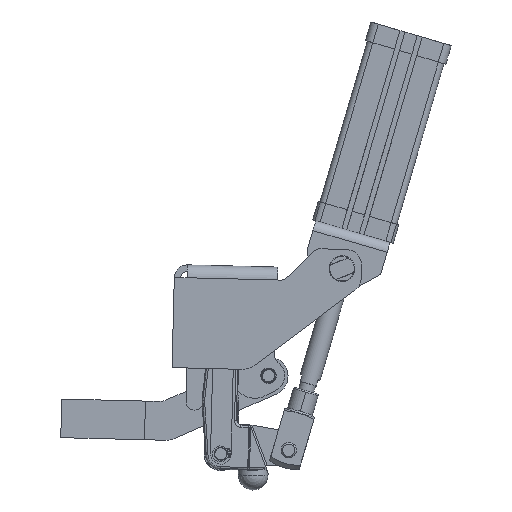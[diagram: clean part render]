
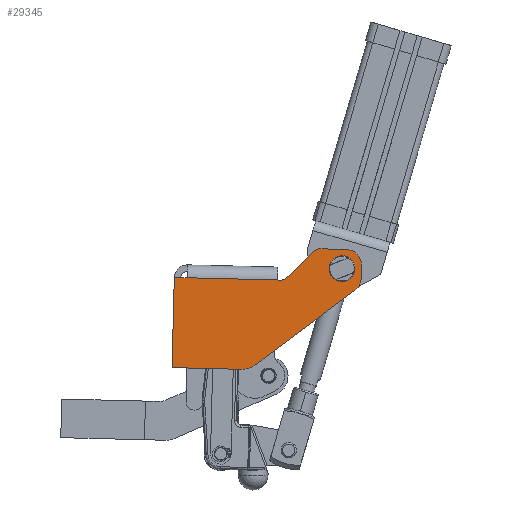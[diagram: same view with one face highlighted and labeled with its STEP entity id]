
A CAD part, front view. The second image highlights one B-rep face of the part: STEP entity #29345.
In plain terms, the highlighted planar face has unit normal (0, -1, 0).
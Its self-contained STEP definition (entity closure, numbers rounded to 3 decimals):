
#12338=CARTESIAN_POINT('',(212.733,163.831,159.864));
#12339=VERTEX_POINT('',#12338);
#12346=CARTESIAN_POINT('',(229.881,163.831,170.158));
#12347=VERTEX_POINT('',#12346);
#12348=CARTESIAN_POINT('',(221.307,163.831,165.011));
#12349=DIRECTION('',(0.,1.0,0.));
#12350=DIRECTION('',(-0.857,0.,-0.515));
#12351=AXIS2_PLACEMENT_3D('',#12348,#12349,#12350);
#12352=CIRCLE('',#12351,10.0);
#12353=EDGE_CURVE('',#12347,#12339,#12352,.T.);
#12658=CARTESIAN_POINT('',(148.997,163.831,87.877));
#12659=VERTEX_POINT('',#12658);
#12675=CARTESIAN_POINT('',(154.903,163.831,90.922));
#12676=VERTEX_POINT('',#12675);
#12683=CARTESIAN_POINT('',(142.914,163.831,106.93));
#12684=DIRECTION('',(0.,1.,0.));
#12685=DIRECTION('',(0.304,0.,-0.953));
#12686=AXIS2_PLACEMENT_3D('',#12683,#12684,#12685);
#12687=CIRCLE('',#12686,20.0);
#12688=EDGE_CURVE('',#12676,#12659,#12687,.T.);
#12740=CARTESIAN_POINT('',(175.896,163.831,156.587));
#12741=VERTEX_POINT('',#12740);
#12750=CARTESIAN_POINT('',(177.874,163.831,157.839));
#12751=VERTEX_POINT('',#12750);
#12752=CARTESIAN_POINT('',(173.738,163.831,162.185));
#12753=DIRECTION('',(0.,-1.,0.));
#12754=DIRECTION('',(0.36,0.,-0.933));
#12755=AXIS2_PLACEMENT_3D('',#12752,#12753,#12754);
#12756=CIRCLE('',#12755,6.);
#12757=EDGE_CURVE('',#12741,#12751,#12756,.T.);
#12826=CARTESIAN_POINT('',(201.862,163.831,180.039));
#12827=VERTEX_POINT('',#12826);
#12843=CARTESIAN_POINT('',(199.884,163.831,178.787));
#12844=VERTEX_POINT('',#12843);
#12851=CARTESIAN_POINT('',(204.02,163.831,174.441));
#12852=DIRECTION('',(0.,1.0,0.));
#12853=DIRECTION('',(-0.36,0.,0.933));
#12854=AXIS2_PLACEMENT_3D('',#12851,#12852,#12853);
#12855=CIRCLE('',#12854,6.);
#12856=EDGE_CURVE('',#12844,#12827,#12855,.T.);
#12952=CARTESIAN_POINT('',(233.073,163.831,176.209));
#12953=VERTEX_POINT('',#12952);
#12969=CARTESIAN_POINT('',(224.677,163.831,179.932));
#12970=VERTEX_POINT('',#12969);
#12977=CARTESIAN_POINT('',(224.38,163.831,167.936));
#12978=DIRECTION('',(0.,1.0,0.));
#12979=DIRECTION('',(0.724,0.,0.689));
#12980=AXIS2_PLACEMENT_3D('',#12977,#12978,#12979);
#12981=CIRCLE('',#12980,12.);
#12982=EDGE_CURVE('',#12970,#12953,#12981,.T.);
#12992=CARTESIAN_POINT('',(234.793,163.831,152.257));
#12993=VERTEX_POINT('',#12992);
#13002=CARTESIAN_POINT('',(231.322,163.831,148.155));
#13003=VERTEX_POINT('',#13002);
#13004=CARTESIAN_POINT('',(224.129,163.831,157.76));
#13005=DIRECTION('',(0.,1.,0.));
#13006=DIRECTION('',(0.889,0.,-0.459));
#13007=AXIS2_PLACEMENT_3D('',#13004,#13005,#13006);
#13008=CIRCLE('',#13007,12.0);
#13009=EDGE_CURVE('',#12993,#13003,#13008,.T.);
#28439=CARTESIAN_POINT('',(101.097,163.831,157.978));
#28440=VERTEX_POINT('',#28439);
#28532=CARTESIAN_POINT('',(89.371,163.831,88.247));
#28533=VERTEX_POINT('',#28532);
#28534=CARTESIAN_POINT('',(91.1,163.831,158.225));
#28535=VERTEX_POINT('',#28534);
#28536=CARTESIAN_POINT('',(89.371,163.831,88.247));
#28537=DIRECTION('',(0.025,0.,1.));
#28538=VECTOR('',#28537,70.0);
#28539=LINE('',#28536,#28538);
#28540=EDGE_CURVE('',#28533,#28535,#28539,.T.);
#28580=CARTESIAN_POINT('',(91.1,163.831,158.225));
#28581=DIRECTION('',(1.,0.,-0.025));
#28582=VECTOR('',#28581,10.);
#28583=LINE('',#28580,#28582);
#28584=EDGE_CURVE('',#28535,#28440,#28583,.T.);
#28844=CARTESIAN_POINT('',(171.075,163.831,156.249));
#28845=VERTEX_POINT('',#28844);
#28855=CARTESIAN_POINT('',(171.075,163.831,156.249));
#28856=DIRECTION('',(-1.,0.,0.025));
#28857=VECTOR('',#28856,70.);
#28858=LINE('',#28855,#28857);
#28859=EDGE_CURVE('',#28845,#28440,#28858,.T.);
#28902=CARTESIAN_POINT('',(173.589,163.831,156.187));
#28903=VERTEX_POINT('',#28902);
#28917=CARTESIAN_POINT('',(173.589,163.831,156.187));
#28918=DIRECTION('',(-1.,0.,0.025));
#28919=VECTOR('',#28918,2.515);
#28920=LINE('',#28917,#28919);
#28921=EDGE_CURVE('',#28903,#28845,#28920,.T.);
#28962=CARTESIAN_POINT('',(142.42,163.831,86.936));
#28963=VERTEX_POINT('',#28962);
#28972=CARTESIAN_POINT('',(142.42,163.831,86.936));
#28973=DIRECTION('',(-1.,0.,0.025));
#28974=VECTOR('',#28973,53.065);
#28975=LINE('',#28972,#28974);
#28976=EDGE_CURVE('',#28963,#28533,#28975,.T.);
#29055=CARTESIAN_POINT('',(204.168,163.831,180.439));
#29056=VERTEX_POINT('',#29055);
#29065=CARTESIAN_POINT('',(204.168,163.831,180.439));
#29066=DIRECTION('',(1.,0.,-0.025));
#29067=VECTOR('',#29066,20.515);
#29068=LINE('',#29065,#29067);
#29069=EDGE_CURVE('',#29056,#12970,#29068,.T.);
#29129=CARTESIAN_POINT('',(236.125,163.831,157.463));
#29130=VERTEX_POINT('',#29129);
#29137=CARTESIAN_POINT('',(224.129,163.831,157.76));
#29138=DIRECTION('',(0.,1.,0.));
#29139=DIRECTION('',(0.889,0.,-0.459));
#29140=AXIS2_PLACEMENT_3D('',#29137,#29138,#29139);
#29141=CIRCLE('',#29140,12.0);
#29142=EDGE_CURVE('',#29130,#12993,#29141,.T.);
#29152=CARTESIAN_POINT('',(236.377,163.831,167.639));
#29153=VERTEX_POINT('',#29152);
#29162=CARTESIAN_POINT('',(236.377,163.831,167.639));
#29163=DIRECTION('',(-0.025,0.,-1.));
#29164=VECTOR('',#29163,10.179);
#29165=LINE('',#29162,#29164);
#29166=EDGE_CURVE('',#29153,#29130,#29165,.T.);
#29184=CARTESIAN_POINT('',(224.38,163.831,167.936));
#29185=DIRECTION('',(0.,1.0,0.));
#29186=DIRECTION('',(0.724,0.,0.689));
#29187=AXIS2_PLACEMENT_3D('',#29184,#29185,#29186);
#29188=CIRCLE('',#29187,12.);
#29189=EDGE_CURVE('',#12953,#29153,#29188,.T.);
#29281=CARTESIAN_POINT('',(171.272,163.831,123.734));
#29282=DIRECTION('',(0.,1.0,0.));
#29283=DIRECTION('',(0.025,0.,1.));
#29284=AXIS2_PLACEMENT_3D('',#29281,#29282,#29283);
#29285=PLANE('',#29284);
#29286=ORIENTED_EDGE('',*,*,#12688,.F.);
#29287=CARTESIAN_POINT('',(154.903,163.831,90.922));
#29288=DIRECTION('',(0.8,0.,0.599));
#29289=VECTOR('',#29288,95.476);
#29290=LINE('',#29287,#29289);
#29291=EDGE_CURVE('',#12676,#13003,#29290,.T.);
#29292=ORIENTED_EDGE('',*,*,#29291,.T.);
#29293=ORIENTED_EDGE('',*,*,#13009,.F.);
#29294=ORIENTED_EDGE('',*,*,#29142,.F.);
#29295=ORIENTED_EDGE('',*,*,#29166,.F.);
#29296=ORIENTED_EDGE('',*,*,#29189,.F.);
#29297=ORIENTED_EDGE('',*,*,#12982,.F.);
#29298=ORIENTED_EDGE('',*,*,#29069,.F.);
#29299=CARTESIAN_POINT('',(204.02,163.831,174.441));
#29300=DIRECTION('',(0.,1.0,0.));
#29301=DIRECTION('',(-0.36,0.,0.933));
#29302=AXIS2_PLACEMENT_3D('',#29299,#29300,#29301);
#29303=CIRCLE('',#29302,6.);
#29304=EDGE_CURVE('',#12827,#29056,#29303,.T.);
#29305=ORIENTED_EDGE('',*,*,#29304,.F.);
#29306=ORIENTED_EDGE('',*,*,#12856,.F.);
#29307=CARTESIAN_POINT('',(199.884,163.831,178.787));
#29308=DIRECTION('',(-0.724,0.,-0.689));
#29309=VECTOR('',#29308,30.385);
#29310=LINE('',#29307,#29309);
#29311=EDGE_CURVE('',#12844,#12751,#29310,.T.);
#29312=ORIENTED_EDGE('',*,*,#29311,.T.);
#29313=ORIENTED_EDGE('',*,*,#12757,.F.);
#29314=CARTESIAN_POINT('',(173.738,163.831,162.185));
#29315=DIRECTION('',(0.,-1.,0.));
#29316=DIRECTION('',(0.36,0.,-0.933));
#29317=AXIS2_PLACEMENT_3D('',#29314,#29315,#29316);
#29318=CIRCLE('',#29317,6.);
#29319=EDGE_CURVE('',#28903,#12741,#29318,.T.);
#29320=ORIENTED_EDGE('',*,*,#29319,.F.);
#29321=ORIENTED_EDGE('',*,*,#28921,.T.);
#29322=ORIENTED_EDGE('',*,*,#28859,.T.);
#29323=ORIENTED_EDGE('',*,*,#28584,.F.);
#29324=ORIENTED_EDGE('',*,*,#28540,.F.);
#29325=ORIENTED_EDGE('',*,*,#28976,.F.);
#29326=CARTESIAN_POINT('',(142.914,163.831,106.93));
#29327=DIRECTION('',(0.,1.,0.));
#29328=DIRECTION('',(0.304,0.,-0.953));
#29329=AXIS2_PLACEMENT_3D('',#29326,#29327,#29328);
#29330=CIRCLE('',#29329,20.0);
#29331=EDGE_CURVE('',#12659,#28963,#29330,.T.);
#29332=ORIENTED_EDGE('',*,*,#29331,.F.);
#29333=EDGE_LOOP('',(#29286,#29292,#29293,#29294,#29295,#29296,#29297,#29298,#29305,#29306,#29312,#29313,#29320,#29321,#29322,#29323,#29324,#29325,#29332));
#29334=FACE_OUTER_BOUND('',#29333,.T.);
#29335=CARTESIAN_POINT('',(221.307,163.831,165.011));
#29336=DIRECTION('',(0.,1.0,0.));
#29337=DIRECTION('',(-0.857,0.,-0.515));
#29338=AXIS2_PLACEMENT_3D('',#29335,#29336,#29337);
#29339=CIRCLE('',#29338,10.0);
#29340=EDGE_CURVE('',#12339,#12347,#29339,.T.);
#29341=ORIENTED_EDGE('',*,*,#29340,.T.);
#29342=ORIENTED_EDGE('',*,*,#12353,.T.);
#29343=EDGE_LOOP('',(#29341,#29342));
#29344=FACE_BOUND('',#29343,.T.);
#29345=ADVANCED_FACE('',(#29334,#29344),#29285,.F.);
